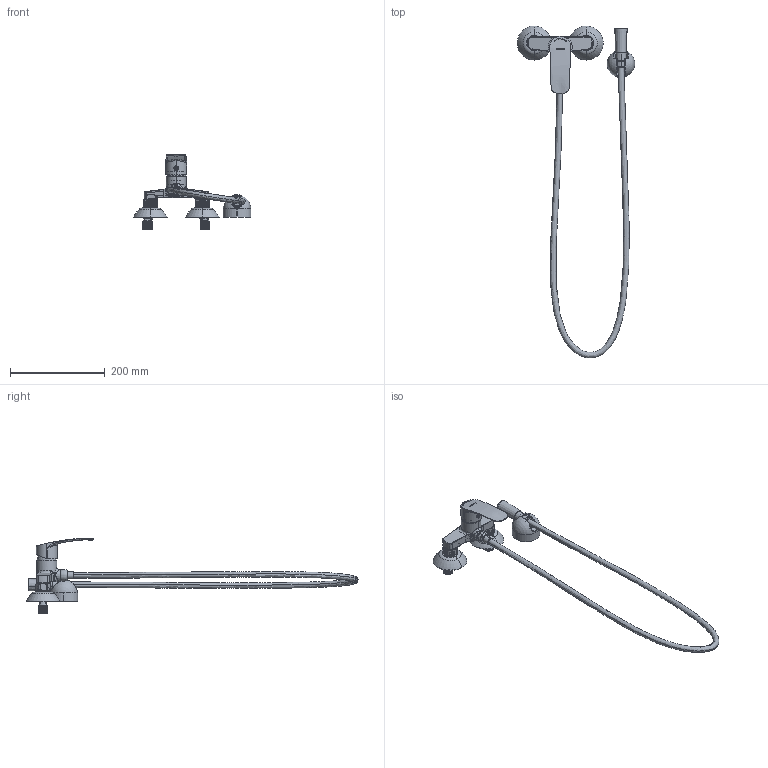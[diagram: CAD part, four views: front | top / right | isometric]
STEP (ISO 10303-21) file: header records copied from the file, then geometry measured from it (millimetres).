
FILE_DESCRIPTION (( 'STEP AP203' ), '1' );
FILE_NAME ('57F305173.STEP', '2025-07-07T09:15:57', ( '' ), ( '' ), 'SwSTEP 2.0', 'SolidWorks 2021', '' );
FILE_SCHEMA (( 'CONFIG_CONTROL_DESIGN' ));
Length unit declared in the file: millimetre
Products named in the file (1): 57F305173
Bounding box: 248.79 x 702.06 x 160.59 mm (x, y, z)
Volume: 315510.8 mm3; surface area: 194079.5 mm2
Topology: 18 solids, 18 shells, 1429 faces, 3659 edges, 2310 vertices
Faces by surface type: cylinder 560, plane 369, bspline 343, cone 95, torus 48, sphere 14
Entity records: 95175 total; most frequent: CARTESIAN_POINT 64001, ORIENTED_EDGE 7278, DIRECTION 5424, EDGE_CURVE 3639, VERTEX_POINT 2310, AXIS2_PLACEMENT_3D 2105, EDGE_LOOP 1593, FACE_OUTER_BOUND 1429
